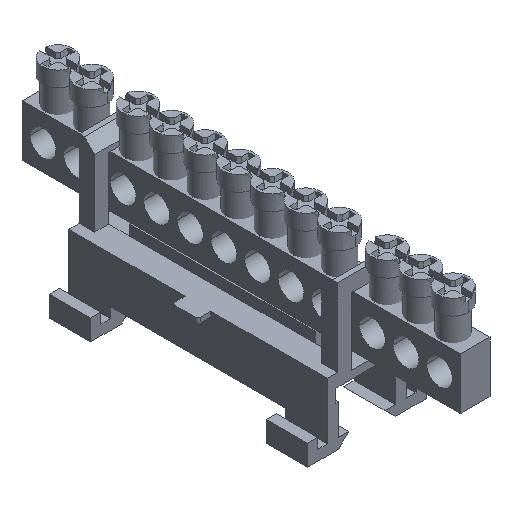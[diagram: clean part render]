
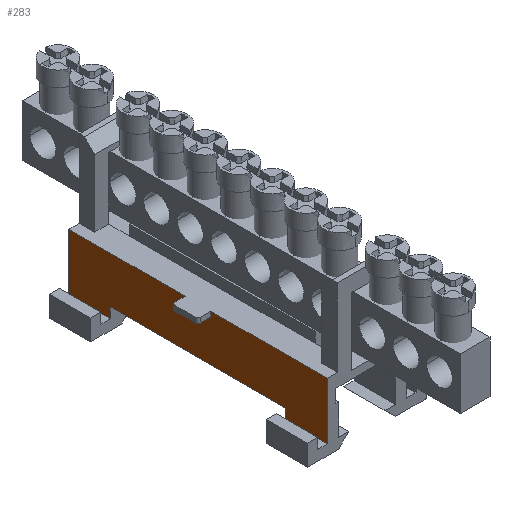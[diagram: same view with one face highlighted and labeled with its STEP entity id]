
A CAD part, isometric view. The second image highlights one B-rep face of the part: STEP entity #283.
In plain terms, the highlighted planar face has unit normal (-1, 0, 0).
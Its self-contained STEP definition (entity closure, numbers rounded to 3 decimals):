
#283=ADVANCED_FACE('',(#760),#7825,.T.);
#760=FACE_OUTER_BOUND('',#1243,.T.);
#1243=EDGE_LOOP('',(#2537,#2538,#2539,#2540,#2541,#2542,#2543,#2544,#2545,
#2546,#2547,#2548));
#2537=ORIENTED_EDGE('',*,*,#4592,.F.);
#2538=ORIENTED_EDGE('',*,*,#4601,.F.);
#2539=ORIENTED_EDGE('',*,*,#4589,.F.);
#2540=ORIENTED_EDGE('',*,*,#4635,.T.);
#2541=ORIENTED_EDGE('',*,*,#4636,.T.);
#2542=ORIENTED_EDGE('',*,*,#4637,.T.);
#2543=ORIENTED_EDGE('',*,*,#4638,.T.);
#2544=ORIENTED_EDGE('',*,*,#4639,.T.);
#2545=ORIENTED_EDGE('',*,*,#4640,.T.);
#2546=ORIENTED_EDGE('',*,*,#4641,.T.);
#2547=ORIENTED_EDGE('',*,*,#4642,.T.);
#2548=ORIENTED_EDGE('',*,*,#4643,.T.);
#4589=EDGE_CURVE('',#6989,#6990,#6145,.T.);
#4592=EDGE_CURVE('',#6992,#6993,#6148,.T.);
#4601=EDGE_CURVE('',#6990,#6992,#6157,.T.);
#4635=EDGE_CURVE('',#6989,#7035,#6191,.T.);
#4636=EDGE_CURVE('',#7035,#7036,#6192,.T.);
#4637=EDGE_CURVE('',#7036,#7037,#6193,.T.);
#4638=EDGE_CURVE('',#7037,#7038,#6194,.T.);
#4639=EDGE_CURVE('',#7038,#7039,#6195,.T.);
#4640=EDGE_CURVE('',#7039,#7040,#6196,.T.);
#4641=EDGE_CURVE('',#7040,#7041,#6197,.T.);
#4642=EDGE_CURVE('',#7041,#7042,#6198,.T.);
#4643=EDGE_CURVE('',#7042,#6993,#6199,.T.);
#6145=B_SPLINE_CURVE_WITH_KNOTS('',1,(#12624,#12625),.UNSPECIFIED.,.F.,
 .F.,(2,2),(0.,2.),.UNSPECIFIED.);
#6148=B_SPLINE_CURVE_WITH_KNOTS('',1,(#12630,#12631),.UNSPECIFIED.,.F.,
 .F.,(2,2),(-2.,0.),.UNSPECIFIED.);
#6157=B_SPLINE_CURVE_WITH_KNOTS('',1,(#12649,#12650),.UNSPECIFIED.,.F.,
 .F.,(2,2),(-309.996,-279.996),.UNSPECIFIED.);
#6191=B_SPLINE_CURVE_WITH_KNOTS('',1,(#12721,#12722),.UNSPECIFIED.,.F.,
 .F.,(2,2),(311.996,319.996),.UNSPECIFIED.);
#6192=B_SPLINE_CURVE_WITH_KNOTS('',1,(#12723,#12724),.UNSPECIFIED.,.F.,
 .F.,(2,2),(319.996,330.996),.UNSPECIFIED.);
#6193=B_SPLINE_CURVE_WITH_KNOTS('',1,(#12725,#12726),.UNSPECIFIED.,.F.,
 .F.,(2,2),(330.996,353.496),.UNSPECIFIED.);
#6194=B_SPLINE_CURVE_WITH_KNOTS('',1,(#12727,#12728),.UNSPECIFIED.,.F.,
 .F.,(2,2),(353.496,354.496),.UNSPECIFIED.);
#6195=B_SPLINE_CURVE_WITH_KNOTS('',1,(#12729,#12730),.UNSPECIFIED.,.F.,
 .F.,(2,2),(354.496,359.496),.UNSPECIFIED.);
#6196=B_SPLINE_CURVE_WITH_KNOTS('',1,(#12731,#12732),.UNSPECIFIED.,.F.,
 .F.,(2,2),(359.496,360.496),.UNSPECIFIED.);
#6197=B_SPLINE_CURVE_WITH_KNOTS('',1,(#12733,#12734),.UNSPECIFIED.,.F.,
 .F.,(2,2),(360.496,382.996),.UNSPECIFIED.);
#6198=B_SPLINE_CURVE_WITH_KNOTS('',1,(#12735,#12736),.UNSPECIFIED.,.F.,
 .F.,(2,2),(382.996,393.996),.UNSPECIFIED.);
#6199=B_SPLINE_CURVE_WITH_KNOTS('',1,(#12737,#12738),.UNSPECIFIED.,.F.,
 .F.,(2,2),(393.996,401.996),.UNSPECIFIED.);
#6989=VERTEX_POINT('',#12449);
#6990=VERTEX_POINT('',#12450);
#6992=VERTEX_POINT('',#12452);
#6993=VERTEX_POINT('',#12453);
#7035=VERTEX_POINT('',#12495);
#7036=VERTEX_POINT('',#12496);
#7037=VERTEX_POINT('',#12497);
#7038=VERTEX_POINT('',#12498);
#7039=VERTEX_POINT('',#12499);
#7040=VERTEX_POINT('',#12500);
#7041=VERTEX_POINT('',#12501);
#7042=VERTEX_POINT('',#12502);
#7825=PLANE('',#8303);
#8303=AXIS2_PLACEMENT_3D('',#12224,#8610,$);
#8610=DIRECTION('',(-1.,0.,0.));
#12224=CARTESIAN_POINT('',(-7.7,55.001,-9.601));
#12449=CARTESIAN_POINT('',(-7.7,8.,-8.5));
#12450=CARTESIAN_POINT('',(-7.7,8.,-6.5));
#12452=CARTESIAN_POINT('',(-7.7,42.,-6.5));
#12453=CARTESIAN_POINT('',(-7.7,42.,-8.5));
#12495=CARTESIAN_POINT('',(-7.7,0.,-8.5));
#12496=CARTESIAN_POINT('',(-7.7,0.,2.5));
#12497=CARTESIAN_POINT('',(-7.7,22.5,2.5));
#12498=CARTESIAN_POINT('',(-7.7,22.5,1.5));
#12499=CARTESIAN_POINT('',(-7.7,27.5,1.5));
#12500=CARTESIAN_POINT('',(-7.7,27.5,2.5));
#12501=CARTESIAN_POINT('',(-7.7,50.,2.5));
#12502=CARTESIAN_POINT('',(-7.7,50.,-8.5));
#12624=CARTESIAN_POINT('',(-7.7,8.,-8.5));
#12625=CARTESIAN_POINT('',(-7.7,8.,-6.5));
#12630=CARTESIAN_POINT('',(-7.7,42.,-6.5));
#12631=CARTESIAN_POINT('',(-7.7,42.,-8.5));
#12649=CARTESIAN_POINT('',(-7.7,8.,-6.5));
#12650=CARTESIAN_POINT('',(-7.7,42.,-6.5));
#12721=CARTESIAN_POINT('',(-7.7,8.,-8.5));
#12722=CARTESIAN_POINT('',(-7.7,0.,-8.5));
#12723=CARTESIAN_POINT('',(-7.7,0.,-8.5));
#12724=CARTESIAN_POINT('',(-7.7,0.,2.5));
#12725=CARTESIAN_POINT('',(-7.7,0.,2.5));
#12726=CARTESIAN_POINT('',(-7.7,22.5,2.5));
#12727=CARTESIAN_POINT('',(-7.7,22.5,2.5));
#12728=CARTESIAN_POINT('',(-7.7,22.5,1.5));
#12729=CARTESIAN_POINT('',(-7.7,22.5,1.5));
#12730=CARTESIAN_POINT('',(-7.7,27.5,1.5));
#12731=CARTESIAN_POINT('',(-7.7,27.5,1.5));
#12732=CARTESIAN_POINT('',(-7.7,27.5,2.5));
#12733=CARTESIAN_POINT('',(-7.7,27.5,2.5));
#12734=CARTESIAN_POINT('',(-7.7,50.,2.5));
#12735=CARTESIAN_POINT('',(-7.7,50.,2.5));
#12736=CARTESIAN_POINT('',(-7.7,50.,-8.5));
#12737=CARTESIAN_POINT('',(-7.7,50.,-8.5));
#12738=CARTESIAN_POINT('',(-7.7,42.,-8.5));
